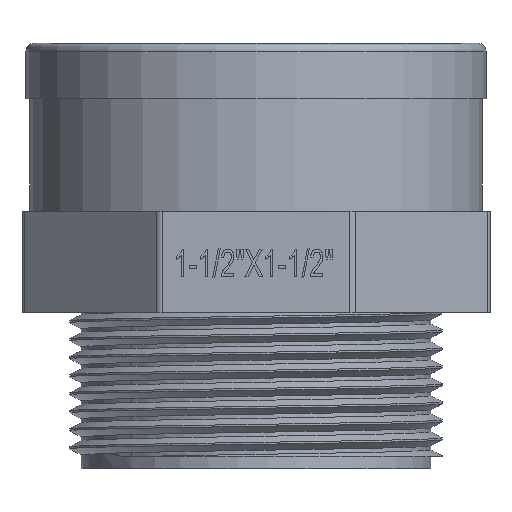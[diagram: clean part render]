
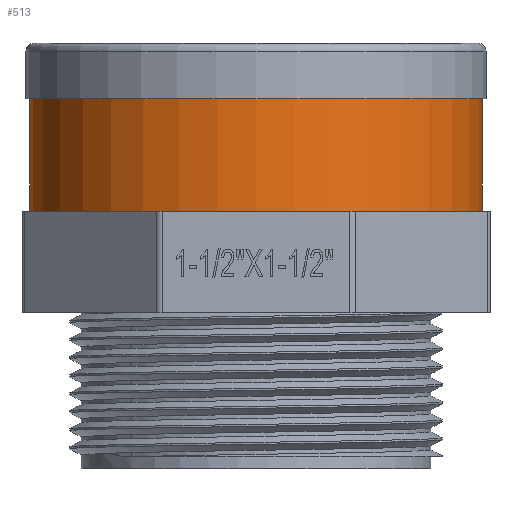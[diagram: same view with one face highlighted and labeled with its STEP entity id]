
A CAD part, front view. The second image highlights one B-rep face of the part: STEP entity #513.
In plain terms, the highlighted cylindrical face has radius 29 mm (diameter 58 mm), a full revolution.
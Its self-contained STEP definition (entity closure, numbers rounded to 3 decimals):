
#483=CYLINDRICAL_SURFACE('',#6226,29.);
#513=ADVANCED_FACE('',(#1133,#1134),#483,.T.);
#1070=CIRCLE('',#6224,29.);
#1071=CIRCLE('',#6225,29.);
#1133=FACE_BOUND('',#1221,.T.);
#1134=FACE_BOUND('',#1222,.T.);
#1221=EDGE_LOOP('',(#2369));
#1222=EDGE_LOOP('',(#2370));
#2369=ORIENTED_EDGE('',*,*,#4725,.T.);
#2370=ORIENTED_EDGE('',*,*,#4726,.T.);
#4127=VERTEX_POINT('',#8184);
#4128=VERTEX_POINT('',#8186);
#4725=EDGE_CURVE('',#4127,#4127,#1070,.T.);
#4726=EDGE_CURVE('',#4128,#4128,#1071,.T.);
#6224=AXIS2_PLACEMENT_3D('',#8183,#6579,#6580);
#6225=AXIS2_PLACEMENT_3D('',#8185,#6581,#6582);
#6226=AXIS2_PLACEMENT_3D('',#8187,#6583,#6584);
#6579=DIRECTION('',(0.,0.,-1.));
#6580=DIRECTION('',(1.,0.,0.));
#6581=DIRECTION('',(0.,0.,1.));
#6582=DIRECTION('',(1.,0.,0.));
#6583=DIRECTION('',(0.,0.,1.));
#6584=DIRECTION('',(1.,0.,0.));
#8183=CARTESIAN_POINT('',(254.025,-126.746,28.5));
#8184=CARTESIAN_POINT('',(283.025,-126.746,28.5));
#8185=CARTESIAN_POINT('',(254.025,-126.746,8.));
#8186=CARTESIAN_POINT('',(283.025,-126.746,8.));
#8187=CARTESIAN_POINT('',(254.025,-126.746,8.));
